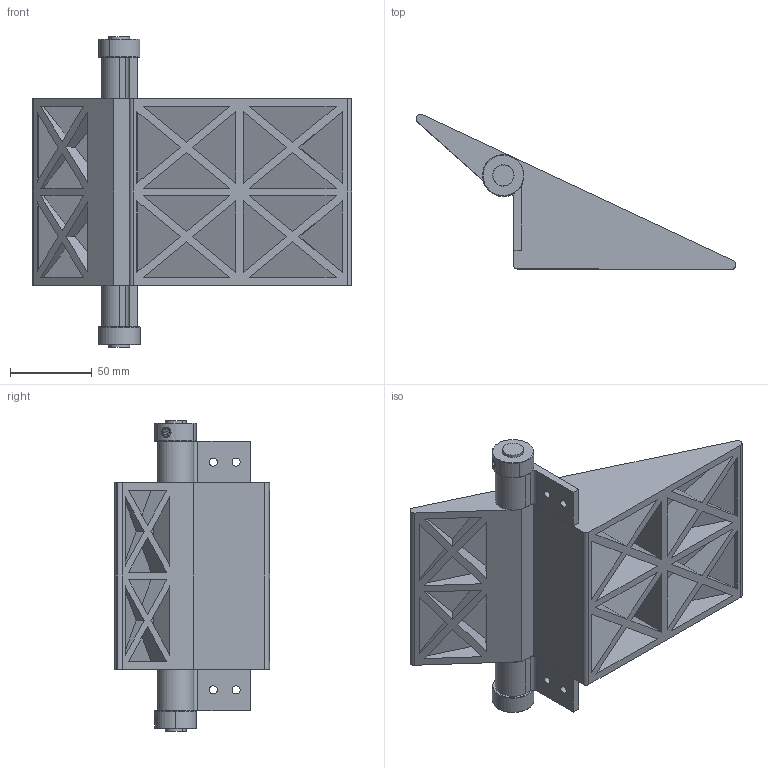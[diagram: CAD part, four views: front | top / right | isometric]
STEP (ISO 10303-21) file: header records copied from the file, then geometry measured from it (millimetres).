
FILE_DESCRIPTION (( 'STEP AP214' ), '1' );
FILE_NAME ('ComponentAssembly.STEP', '2019-11-26T07:07:49', ( '' ), ( '' ), 'SwSTEP 2.0', 'SolidWorks 2018', '' );
FILE_SCHEMA (( 'AUTOMOTIVE_DESIGN' ));
Length unit declared in the file: inch
Products named in the file (1): ComponentAssembly
Bounding box: 196.04 x 95.23 x 190.5 mm (x, y, z)
Volume: 412064.7 mm3; surface area: 160787.8 mm2
Topology: 8 solids, 8 shells, 212 faces, 486 edges, 314 vertices
Faces by surface type: plane 141, cylinder 43, torus 16, cone 12
Entity records: 9065 total; most frequent: CARTESIAN_POINT 1261, DIRECTION 1022, ORIENTED_EDGE 964, EDGE_CURVE 482, LINE 352, VECTOR 352, AXIS2_PLACEMENT_3D 335, VERTEX_POINT 314
